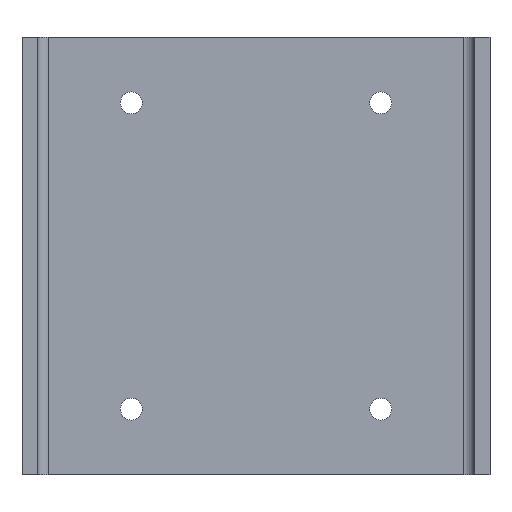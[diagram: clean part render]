
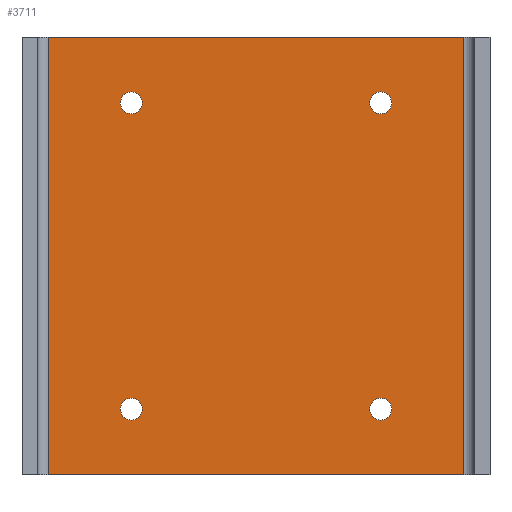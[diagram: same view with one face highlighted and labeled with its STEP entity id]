
A CAD part, front view. The second image highlights one B-rep face of the part: STEP entity #3711.
In plain terms, the highlighted planar face has unit normal (0, -1, 0).
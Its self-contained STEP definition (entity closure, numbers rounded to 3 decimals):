
#9 = EDGE_LOOP ( 'NONE', ( #407, #1572 ) ) ;
#96 = EDGE_LOOP ( 'NONE', ( #435, #2251, #1012, #1094 ) ) ;
#104 = EDGE_CURVE ( 'NONE', #2145, #2436, #1846, .T. ) ;
#155 = CARTESIAN_POINT ( 'NONE',  ( -47.5, -3.5, 50. ) ) ;
#181 = DIRECTION ( 'NONE',  ( 0., 0., 1. ) ) ;
#194 = VERTEX_POINT ( 'NONE', #3111 ) ;
#294 = VERTEX_POINT ( 'NONE', #2225 ) ;
#318 = AXIS2_PLACEMENT_3D ( 'NONE', #3562, #3871, #181 ) ;
#354 = CARTESIAN_POINT ( 'NONE',  ( 47.5, -3.5, 50. ) ) ;
#357 = VECTOR ( 'NONE', #2521, 1000. ) ;
#407 = ORIENTED_EDGE ( 'NONE', *, *, #3753, .T. ) ;
#418 = VERTEX_POINT ( 'NONE', #2866 ) ;
#435 = ORIENTED_EDGE ( 'NONE', *, *, #1750, .T. ) ;
#464 = AXIS2_PLACEMENT_3D ( 'NONE', #2887, #1058, #3206 ) ;
#469 = VECTOR ( 'NONE', #1622, 1000. ) ;
#483 = PLANE ( 'NONE',  #1544 ) ;
#491 = DIRECTION ( 'NONE',  ( 0., 1., 0. ) ) ;
#525 = EDGE_LOOP ( 'NONE', ( #2780, #1630 ) ) ;
#613 = VERTEX_POINT ( 'NONE', #1308 ) ;
#617 = FACE_OUTER_BOUND ( 'NONE', #96, .T. ) ;
#620 = CIRCLE ( 'NONE', #464, 2.5 ) ;
#660 = CIRCLE ( 'NONE', #3232, 2.5 ) ;
#668 = CARTESIAN_POINT ( 'NONE',  ( -28.5, -3.5, 37.5 ) ) ;
#723 = CARTESIAN_POINT ( 'NONE',  ( 28.5, -3.5, 35. ) ) ;
#731 = FACE_BOUND ( 'NONE', #1994, .T. ) ;
#760 = CARTESIAN_POINT ( 'NONE',  ( 28.5, -3.5, -35. ) ) ;
#773 = VERTEX_POINT ( 'NONE', #668 ) ;
#802 = CARTESIAN_POINT ( 'NONE',  ( -47.5, -3.5, 50. ) ) ;
#833 = CARTESIAN_POINT ( 'NONE',  ( -28.5, -3.5, 35. ) ) ;
#853 = EDGE_CURVE ( 'NONE', #1522, #194, #1277, .T. ) ;
#902 = DIRECTION ( 'NONE',  ( 0., 0., 1. ) ) ;
#995 = VERTEX_POINT ( 'NONE', #3676 ) ;
#1012 = ORIENTED_EDGE ( 'NONE', *, *, #1747, .F. ) ;
#1019 = CARTESIAN_POINT ( 'NONE',  ( -47.5, -3.5, 50. ) ) ;
#1030 = DIRECTION ( 'NONE',  ( 0., 0., 1. ) ) ;
#1058 = DIRECTION ( 'NONE',  ( 0., 1., 0. ) ) ;
#1064 = DIRECTION ( 'NONE',  ( 0., 0., 1. ) ) ;
#1078 = DIRECTION ( 'NONE',  ( 0., 1., 0. ) ) ;
#1094 = ORIENTED_EDGE ( 'NONE', *, *, #3957, .T. ) ;
#1107 = EDGE_CURVE ( 'NONE', #995, #773, #660, .T. ) ;
#1140 = DIRECTION ( 'NONE',  ( 0., 0., 1. ) ) ;
#1195 = VECTOR ( 'NONE', #3777, 1000. ) ;
#1246 = ORIENTED_EDGE ( 'NONE', *, *, #2751, .T. ) ;
#1250 = CIRCLE ( 'NONE', #2151, 2.5 ) ;
#1270 = CARTESIAN_POINT ( 'NONE',  ( -28.5, -3.5, 35. ) ) ;
#1277 = LINE ( 'NONE', #1917, #357 ) ;
#1308 = CARTESIAN_POINT ( 'NONE',  ( 28.5, -3.5, -37.5 ) ) ;
#1358 = AXIS2_PLACEMENT_3D ( 'NONE', #2356, #491, #3570 ) ;
#1421 = ORIENTED_EDGE ( 'NONE', *, *, #3645, .T. ) ;
#1522 = VERTEX_POINT ( 'NONE', #354 ) ;
#1544 = AXIS2_PLACEMENT_3D ( 'NONE', #802, #3243, #902 ) ;
#1572 = ORIENTED_EDGE ( 'NONE', *, *, #1107, .T. ) ;
#1575 = DIRECTION ( 'NONE',  ( 0., 0., 1. ) ) ;
#1622 = DIRECTION ( 'NONE',  ( 1., 0., 0. ) ) ;
#1630 = ORIENTED_EDGE ( 'NONE', *, *, #104, .T. ) ;
#1701 = CARTESIAN_POINT ( 'NONE',  ( -28.5, -3.5, -32.5 ) ) ;
#1747 = EDGE_CURVE ( 'NONE', #3008, #1522, #2912, .T. ) ;
#1750 = EDGE_CURVE ( 'NONE', #3579, #194, #2805, .T. ) ;
#1783 = LINE ( 'NONE', #3940, #2402 ) ;
#1789 = CIRCLE ( 'NONE', #2042, 2.5 ) ;
#1827 = CIRCLE ( 'NONE', #3279, 2.5 ) ;
#1830 = CARTESIAN_POINT ( 'NONE',  ( 28.5, -3.5, 32.5 ) ) ;
#1846 = CIRCLE ( 'NONE', #318, 2.5 ) ;
#1917 = CARTESIAN_POINT ( 'NONE',  ( 47.5, -3.5, 50. ) ) ;
#1994 = EDGE_LOOP ( 'NONE', ( #2167, #1246 ) ) ;
#2042 = AXIS2_PLACEMENT_3D ( 'NONE', #723, #2856, #1030 ) ;
#2054 = EDGE_LOOP ( 'NONE', ( #1421, #3157 ) ) ;
#2145 = VERTEX_POINT ( 'NONE', #1830 ) ;
#2151 = AXIS2_PLACEMENT_3D ( 'NONE', #833, #2964, #1140 ) ;
#2167 = ORIENTED_EDGE ( 'NONE', *, *, #3051, .T. ) ;
#2225 = CARTESIAN_POINT ( 'NONE',  ( 28.5, -3.5, -32.5 ) ) ;
#2251 = ORIENTED_EDGE ( 'NONE', *, *, #853, .F. ) ;
#2259 = FACE_BOUND ( 'NONE', #9, .T. ) ;
#2356 = CARTESIAN_POINT ( 'NONE',  ( -28.5, -3.5, -35. ) ) ;
#2361 = FACE_BOUND ( 'NONE', #525, .T. ) ;
#2402 = VECTOR ( 'NONE', #3325, 1000. ) ;
#2436 = VERTEX_POINT ( 'NONE', #3427 ) ;
#2521 = DIRECTION ( 'NONE',  ( 0., 0., -1. ) ) ;
#2534 = EDGE_CURVE ( 'NONE', #2436, #2145, #1789, .T. ) ;
#2551 = CIRCLE ( 'NONE', #3395, 2.5 ) ;
#2697 = VERTEX_POINT ( 'NONE', #1701 ) ;
#2751 = EDGE_CURVE ( 'NONE', #418, #2697, #2828, .T. ) ;
#2780 = ORIENTED_EDGE ( 'NONE', *, *, #2534, .T. ) ;
#2805 = LINE ( 'NONE', #3468, #1195 ) ;
#2828 = CIRCLE ( 'NONE', #1358, 2.5 ) ;
#2856 = DIRECTION ( 'NONE',  ( 0., 1., 0. ) ) ;
#2866 = CARTESIAN_POINT ( 'NONE',  ( -28.5, -3.5, -37.5 ) ) ;
#2887 = CARTESIAN_POINT ( 'NONE',  ( -28.5, -3.5, -35. ) ) ;
#2893 = DIRECTION ( 'NONE',  ( 0., 1., 0. ) ) ;
#2906 = CARTESIAN_POINT ( 'NONE',  ( 28.5, -3.5, -35. ) ) ;
#2912 = LINE ( 'NONE', #1019, #469 ) ;
#2964 = DIRECTION ( 'NONE',  ( 0., 1., 0. ) ) ;
#3004 = EDGE_CURVE ( 'NONE', #613, #294, #2551, .T. ) ;
#3008 = VERTEX_POINT ( 'NONE', #155 ) ;
#3051 = EDGE_CURVE ( 'NONE', #2697, #418, #620, .T. ) ;
#3070 = FACE_BOUND ( 'NONE', #2054, .T. ) ;
#3111 = CARTESIAN_POINT ( 'NONE',  ( 47.5, -3.5, -50. ) ) ;
#3157 = ORIENTED_EDGE ( 'NONE', *, *, #3004, .T. ) ;
#3206 = DIRECTION ( 'NONE',  ( 0., 0., 1. ) ) ;
#3226 = DIRECTION ( 'NONE',  ( 0., 0., 1. ) ) ;
#3232 = AXIS2_PLACEMENT_3D ( 'NONE', #1270, #3409, #1575 ) ;
#3243 = DIRECTION ( 'NONE',  ( 0., 1., 0. ) ) ;
#3279 = AXIS2_PLACEMENT_3D ( 'NONE', #760, #2893, #1064 ) ;
#3325 = DIRECTION ( 'NONE',  ( 0., 0., -1. ) ) ;
#3395 = AXIS2_PLACEMENT_3D ( 'NONE', #2906, #1078, #3226 ) ;
#3409 = DIRECTION ( 'NONE',  ( 0., 1., 0. ) ) ;
#3427 = CARTESIAN_POINT ( 'NONE',  ( 28.5, -3.5, 37.5 ) ) ;
#3444 = CARTESIAN_POINT ( 'NONE',  ( -47.5, -3.5, -50. ) ) ;
#3468 = CARTESIAN_POINT ( 'NONE',  ( -47.5, -3.5, -50. ) ) ;
#3562 = CARTESIAN_POINT ( 'NONE',  ( 28.5, -3.5, 35. ) ) ;
#3570 = DIRECTION ( 'NONE',  ( 0., 0., 1. ) ) ;
#3579 = VERTEX_POINT ( 'NONE', #3444 ) ;
#3645 = EDGE_CURVE ( 'NONE', #294, #613, #1827, .T. ) ;
#3676 = CARTESIAN_POINT ( 'NONE',  ( -28.5, -3.5, 32.5 ) ) ;
#3711 = ADVANCED_FACE ( 'NONE', ( #3070, #2361, #2259, #731, #617 ), #483, .F. ) ;
#3753 = EDGE_CURVE ( 'NONE', #773, #995, #1250, .T. ) ;
#3777 = DIRECTION ( 'NONE',  ( 1., 0., 0. ) ) ;
#3871 = DIRECTION ( 'NONE',  ( 0., 1., 0. ) ) ;
#3940 = CARTESIAN_POINT ( 'NONE',  ( -47.5, -3.5, 50. ) ) ;
#3957 = EDGE_CURVE ( 'NONE', #3008, #3579, #1783, .T. ) ;
